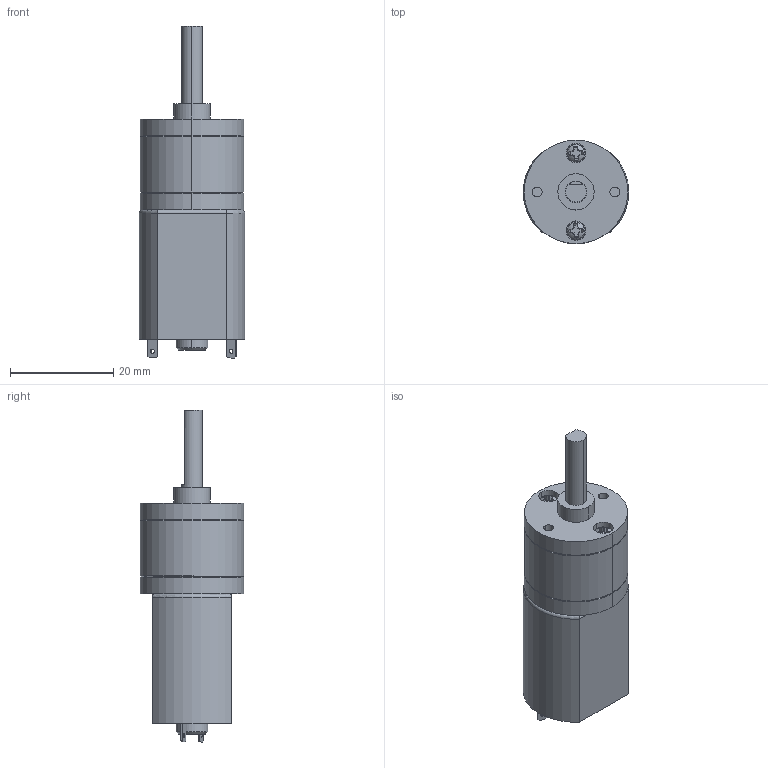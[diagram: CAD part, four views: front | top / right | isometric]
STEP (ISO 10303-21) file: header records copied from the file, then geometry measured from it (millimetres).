
FILE_DESCRIPTION (( 'STEP AP214' ), '1' );
FILE_NAME ('20d-metal-gearmotor-63-78.step', '2017-01-03T23:02:35', ( '' ), ( '' ), 'SwSTEP 2.0', 'SolidWorks 2016', '' );
FILE_SCHEMA (( 'AUTOMOTIVE_DESIGN' ));
Length unit declared in the file: millimetre
Products named in the file (1): 20d-metal-gearmotor-63-78
Bounding box: 20.4 x 20 x 64.2 mm (x, y, z)
Volume: 12616.4 mm3; surface area: 4092.2 mm2
Topology: 1 solids, 1 shells, 399 faces, 1029 edges, 678 vertices
Faces by surface type: plane 221, bspline 98, cylinder 44, cone 22, torus 10, sphere 4
Entity records: 19722 total; most frequent: CARTESIAN_POINT 6093, ORIENTED_EDGE 2058, DIRECTION 1597, EDGE_CURVE 1029, VERTEX_POINT 678, LINE 633, VECTOR 633, AXIS2_PLACEMENT_3D 482
